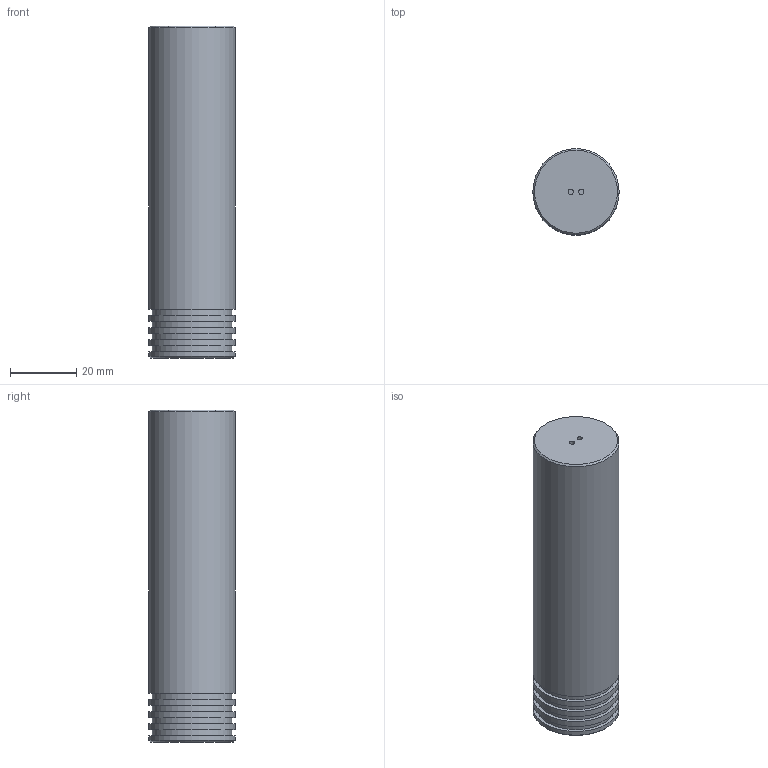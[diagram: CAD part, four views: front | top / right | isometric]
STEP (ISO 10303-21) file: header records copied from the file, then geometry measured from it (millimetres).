
FILE_DESCRIPTION(('FreeCAD Model'),'2;1');
FILE_NAME( 'CW532H-050.step' ,'2021-07-20T14:42:49',('Author'),(''), 'Open CASCADE STEP processor 7.3','FreeCAD','Unknown');
FILE_SCHEMA(('AUTOMOTIVE_DESIGN { 1 0 10303 214 1 1 1 1 }'));
Length unit declared in the file: millimetre
Products named in the file (1): Laser
Bounding box: 26 x 26 x 100 mm (x, y, z)
Volume: 52453.4 mm3; surface area: 9842.1 mm2
Topology: 1 solids, 1 shells, 27 faces, 40 edges, 26 vertices
Faces by surface type: plane 13, cylinder 12, cone 2
Full cylindrical faces by diameter (mm): 1.6 x2, 3 x1, 24 x4, 26 x5
Entity records: 1141 total; most frequent: DIRECTION 198, CARTESIAN_POINT 178, ORIENTED_EDGE 80, PCURVE 80, DEFINITIONAL_REPRESENTATION 80, LINE 66, VECTOR 66, AXIS2_PLACEMENT_3D 54
